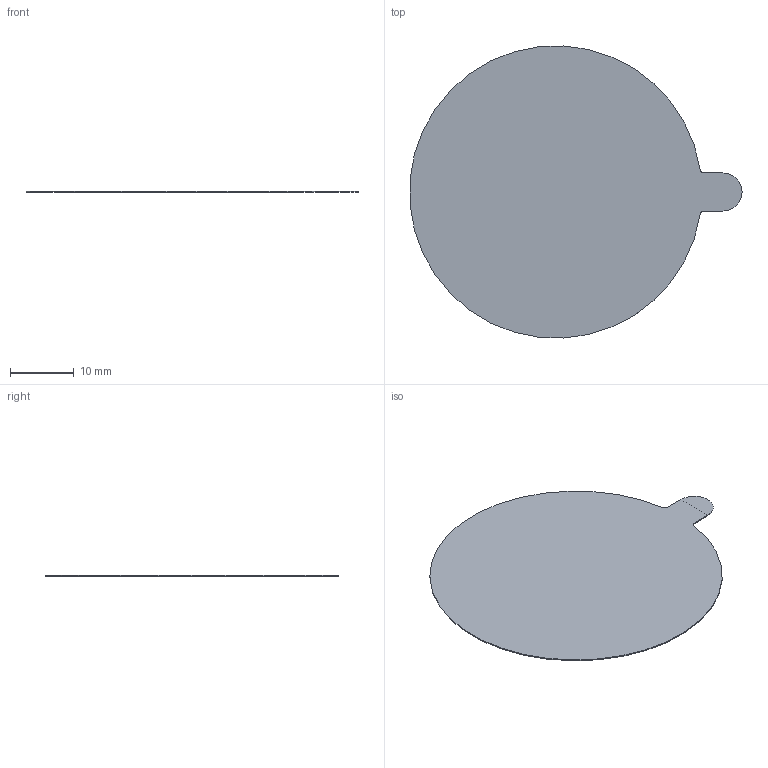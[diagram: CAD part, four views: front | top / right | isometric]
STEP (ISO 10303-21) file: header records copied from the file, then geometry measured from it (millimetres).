
FILE_DESCRIPTION (( 'STEP AP214' ), '1' );
FILE_NAME ('FXC.46.A_Web.STEP', '2024-08-01T02:40:36', ( '' ), ( '' ), 'SwSTEP 2.0', 'SolidWorks 2022', '' );
FILE_SCHEMA (( 'AUTOMOTIVE_DESIGN' ));
Length unit declared in the file: millimetre
Products named in the file (1): FXC.46.A_Web
Bounding box: 52.22 x 45.93 x 0.17 mm (x, y, z)
Volume: 271.2 mm3; surface area: 3419.4 mm2
Topology: 1 solids, 1 shells, 319 faces, 859 edges, 572 vertices
Faces by surface type: plane 200, bspline 114, cylinder 5
Entity records: 15704 total; most frequent: CARTESIAN_POINT 4945, ORIENTED_EDGE 1718, DIRECTION 1053, EDGE_CURVE 859, VECTOR 621, LINE 621, VERTEX_POINT 572, EDGE_LOOP 349
